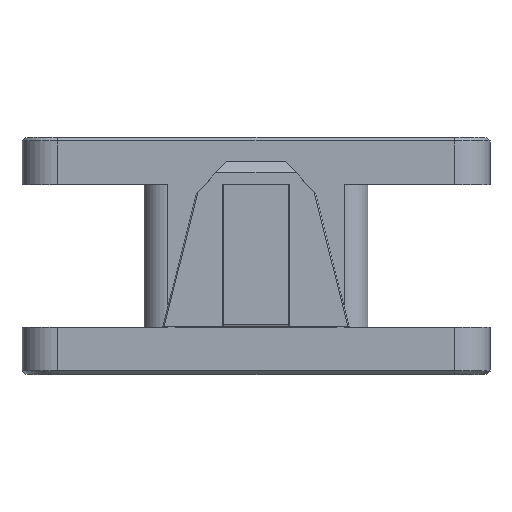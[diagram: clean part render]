
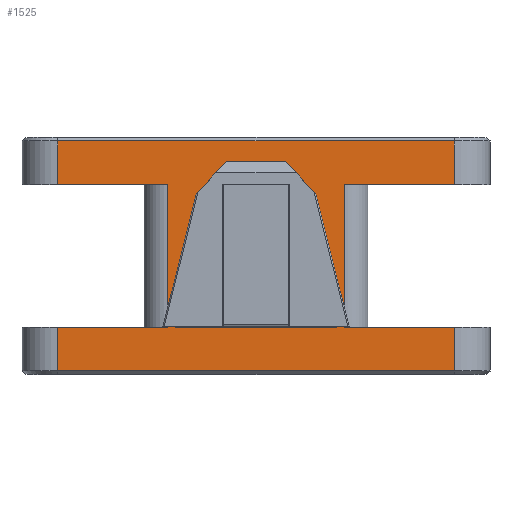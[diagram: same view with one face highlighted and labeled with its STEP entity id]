
A CAD part, top view. The second image highlights one B-rep face of the part: STEP entity #1525.
In plain terms, the highlighted planar face has unit normal (0, 0, 1).
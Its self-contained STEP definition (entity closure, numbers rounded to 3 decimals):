
#1372=CARTESIAN_POINT('',(5.6,23.,45.1));
#1373=DIRECTION('',(0.,0.,1.));
#1374=DIRECTION('',(1.,0.,-0.));
#1375=AXIS2_PLACEMENT_3D('',#1372,#1373,#1374);
#1376=PLANE('',#1375);
#1377=CARTESIAN_POINT('',(67.,54.414,45.1));
#1378=VERTEX_POINT('',#1377);
#1379=CARTESIAN_POINT('',(67.,47.,45.1));
#1380=VERTEX_POINT('',#1379);
#1381=CARTESIAN_POINT('',(67.,54.414,45.1));
#1382=DIRECTION('',(-0.,-1.,0.));
#1383=VECTOR('',#1382,7.414);
#1384=LINE('',#1381,#1383);
#1385=EDGE_CURVE('',#1378,#1380,#1384,.T.);
#1386=ORIENTED_EDGE('',*,*,#1385,.F.);
#1387=CARTESIAN_POINT('',(0.,54.414,45.1));
#1388=VERTEX_POINT('',#1387);
#1389=CARTESIAN_POINT('',(67.,54.414,45.1));
#1390=DIRECTION('',(-1.,-0.,0.));
#1391=VECTOR('',#1390,67.);
#1392=LINE('',#1389,#1391);
#1393=EDGE_CURVE('',#1378,#1388,#1392,.T.);
#1394=ORIENTED_EDGE('',*,*,#1393,.T.);
#1395=CARTESIAN_POINT('',(0.,47.,45.1));
#1396=VERTEX_POINT('',#1395);
#1397=CARTESIAN_POINT('',(0.,54.414,45.1));
#1398=DIRECTION('',(0.,-1.,0.));
#1399=VECTOR('',#1398,7.414);
#1400=LINE('',#1397,#1399);
#1401=EDGE_CURVE('',#1388,#1396,#1400,.T.);
#1402=ORIENTED_EDGE('',*,*,#1401,.T.);
#1403=CARTESIAN_POINT('',(18.6,47.,45.1));
#1404=VERTEX_POINT('',#1403);
#1405=CARTESIAN_POINT('',(18.6,47.,45.1));
#1406=DIRECTION('',(-1.,-0.,0.));
#1407=VECTOR('',#1406,18.6);
#1408=LINE('',#1405,#1407);
#1409=EDGE_CURVE('',#1404,#1396,#1408,.T.);
#1410=ORIENTED_EDGE('',*,*,#1409,.F.);
#1411=CARTESIAN_POINT('',(18.6,23.,45.1));
#1412=VERTEX_POINT('',#1411);
#1413=CARTESIAN_POINT('',(18.6,47.,45.1));
#1414=DIRECTION('',(0.,-1.,0.));
#1415=VECTOR('',#1414,24.);
#1416=LINE('',#1413,#1415);
#1417=EDGE_CURVE('',#1404,#1412,#1416,.T.);
#1418=ORIENTED_EDGE('',*,*,#1417,.T.);
#1419=CARTESIAN_POINT('',(0.,23.,45.1));
#1420=VERTEX_POINT('',#1419);
#1421=CARTESIAN_POINT('',(18.6,23.,45.1));
#1422=DIRECTION('',(-1.,-0.,0.));
#1423=VECTOR('',#1422,18.6);
#1424=LINE('',#1421,#1423);
#1425=EDGE_CURVE('',#1412,#1420,#1424,.T.);
#1426=ORIENTED_EDGE('',*,*,#1425,.T.);
#1427=CARTESIAN_POINT('',(0.,15.586,45.1));
#1428=VERTEX_POINT('',#1427);
#1429=CARTESIAN_POINT('',(0.,23.,45.1));
#1430=DIRECTION('',(0.,-1.,0.));
#1431=VECTOR('',#1430,7.414);
#1432=LINE('',#1429,#1431);
#1433=EDGE_CURVE('',#1420,#1428,#1432,.T.);
#1434=ORIENTED_EDGE('',*,*,#1433,.T.);
#1435=CARTESIAN_POINT('',(67.,15.586,45.1));
#1436=VERTEX_POINT('',#1435);
#1437=CARTESIAN_POINT('',(0.,15.586,45.1));
#1438=DIRECTION('',(1.,0.,-0.));
#1439=VECTOR('',#1438,67.);
#1440=LINE('',#1437,#1439);
#1441=EDGE_CURVE('',#1428,#1436,#1440,.T.);
#1442=ORIENTED_EDGE('',*,*,#1441,.T.);
#1443=CARTESIAN_POINT('',(67.,23.,45.1));
#1444=VERTEX_POINT('',#1443);
#1445=CARTESIAN_POINT('',(67.,23.,45.1));
#1446=DIRECTION('',(-0.,-1.,0.));
#1447=VECTOR('',#1446,7.414);
#1448=LINE('',#1445,#1447);
#1449=EDGE_CURVE('',#1444,#1436,#1448,.T.);
#1450=ORIENTED_EDGE('',*,*,#1449,.F.);
#1451=CARTESIAN_POINT('',(48.4,23.,45.1));
#1452=VERTEX_POINT('',#1451);
#1453=CARTESIAN_POINT('',(48.4,23.,45.1));
#1454=DIRECTION('',(1.,-0.,0.));
#1455=VECTOR('',#1454,18.6);
#1456=LINE('',#1453,#1455);
#1457=EDGE_CURVE('',#1452,#1444,#1456,.T.);
#1458=ORIENTED_EDGE('',*,*,#1457,.F.);
#1459=CARTESIAN_POINT('',(48.4,47.,45.1));
#1460=VERTEX_POINT('',#1459);
#1461=CARTESIAN_POINT('',(48.4,47.,45.1));
#1462=DIRECTION('',(-0.,-1.,0.));
#1463=VECTOR('',#1462,24.);
#1464=LINE('',#1461,#1463);
#1465=EDGE_CURVE('',#1460,#1452,#1464,.T.);
#1466=ORIENTED_EDGE('',*,*,#1465,.F.);
#1467=CARTESIAN_POINT('',(48.4,47.,45.1));
#1468=DIRECTION('',(1.,-0.,0.));
#1469=VECTOR('',#1468,18.6);
#1470=LINE('',#1467,#1469);
#1471=EDGE_CURVE('',#1460,#1380,#1470,.T.);
#1472=ORIENTED_EDGE('',*,*,#1471,.T.);
#1473=EDGE_LOOP('',(#1386,#1394,#1402,#1410,#1418,#1426,#1434,#1442,#1450,#1458,#1466,#1472));
#1474=FACE_BOUND('',#1473,.T.);
#1475=CARTESIAN_POINT('',(28.588,50.8,45.1));
#1476=VERTEX_POINT('',#1475);
#1477=CARTESIAN_POINT('',(38.412,50.8,45.1));
#1478=VERTEX_POINT('',#1477);
#1479=CARTESIAN_POINT('',(28.588,50.8,45.1));
#1480=DIRECTION('',(1.,0.,-0.));
#1481=VECTOR('',#1480,9.824);
#1482=LINE('',#1479,#1481);
#1483=EDGE_CURVE('',#1476,#1478,#1482,.T.);
#1484=ORIENTED_EDGE('',*,*,#1483,.T.);
#1485=CARTESIAN_POINT('',(41.067,47.903,45.1));
#1486=VERTEX_POINT('',#1485);
#1487=CARTESIAN_POINT('',(41.067,47.903,45.1));
#1488=DIRECTION('',(-0.676,0.737,-0.));
#1489=VECTOR('',#1488,3.929);
#1490=LINE('',#1487,#1489);
#1491=EDGE_CURVE('',#1486,#1478,#1490,.T.);
#1492=ORIENTED_EDGE('',*,*,#1491,.F.);
#1493=CARTESIAN_POINT('',(46.895,23.,45.1));
#1494=VERTEX_POINT('',#1493);
#1495=CARTESIAN_POINT('',(46.895,23.,45.1));
#1496=DIRECTION('',(-0.228,0.974,-0.));
#1497=VECTOR('',#1496,25.576);
#1498=LINE('',#1495,#1497);
#1499=EDGE_CURVE('',#1494,#1486,#1498,.T.);
#1500=ORIENTED_EDGE('',*,*,#1499,.F.);
#1501=CARTESIAN_POINT('',(20.105,23.,45.1));
#1502=VERTEX_POINT('',#1501);
#1503=CARTESIAN_POINT('',(46.895,23.,45.1));
#1504=DIRECTION('',(-1.,-0.,0.));
#1505=VECTOR('',#1504,26.789);
#1506=LINE('',#1503,#1505);
#1507=EDGE_CURVE('',#1494,#1502,#1506,.T.);
#1508=ORIENTED_EDGE('',*,*,#1507,.T.);
#1509=CARTESIAN_POINT('',(25.933,47.903,45.1));
#1510=VERTEX_POINT('',#1509);
#1511=CARTESIAN_POINT('',(20.105,23.,45.1));
#1512=DIRECTION('',(0.228,0.974,-0.));
#1513=VECTOR('',#1512,25.576);
#1514=LINE('',#1511,#1513);
#1515=EDGE_CURVE('',#1502,#1510,#1514,.T.);
#1516=ORIENTED_EDGE('',*,*,#1515,.T.);
#1517=CARTESIAN_POINT('',(25.933,47.903,45.1));
#1518=DIRECTION('',(0.676,0.737,-0.));
#1519=VECTOR('',#1518,3.929);
#1520=LINE('',#1517,#1519);
#1521=EDGE_CURVE('',#1510,#1476,#1520,.T.);
#1522=ORIENTED_EDGE('',*,*,#1521,.T.);
#1523=EDGE_LOOP('',(#1484,#1492,#1500,#1508,#1516,#1522));
#1524=FACE_BOUND('',#1523,.T.);
#1525=ADVANCED_FACE('',(#1474,#1524),#1376,.T.);
